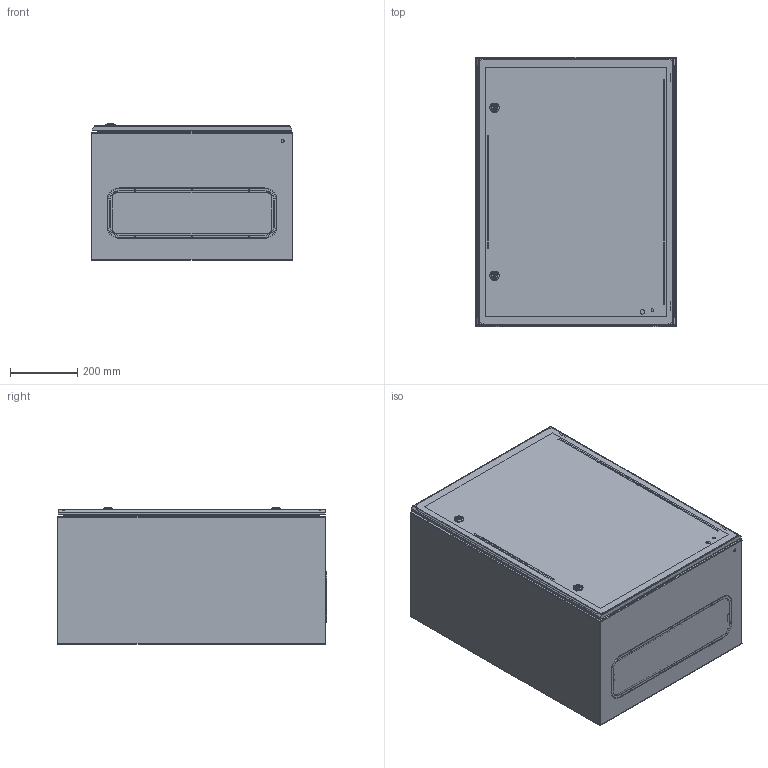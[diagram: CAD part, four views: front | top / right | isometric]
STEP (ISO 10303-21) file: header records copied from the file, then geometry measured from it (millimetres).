
FILE_DESCRIPTION (( 'STEP AP203' ), '1' );
FILE_NAME ('RH_684.STEP', '2019-05-24T09:59:40', ( '' ), ( '' ), 'SwSTEP 2.0', 'SolidWorks 2012', '' );
FILE_SCHEMA (( 'CONFIG_CONTROL_DESIGN' ));
Length unit declared in the file: millimetre
Products named in the file (16): RH_Korpus_uproszczony_RH 684 Korpus; RH_GR1-Flange322; RH_GR1-UszczelkaRH_68; RH_GR1-Flange230; RH_GR1-RHdrzwibl_68; RH_GR1-ZAMEK IP 65; RH_GR1-RH_zawias_drzwi; FH-M8-40-STCu; RH__RHSS_GR1_PM_68; RH_684; FH-M8-20-STCu; RH_GR1-Uziemienie; RH_GR1-RHdrzwi_68; RH-Dekiel_Dekiel505x150; Zawias_skrzynki_RH; RH_GR1-PT-M6-15-StCu
Assembly tree (25 placements, depth 3):
  RH_684
    RH_Korpus_uproszczony_RH 684 Korpus
    FH-M8-40-STCu  x4
    RH__RHSS_GR1_PM_68
    RH_GR1-RHdrzwi_68
      RH_GR1-RHdrzwibl_68
      RH_GR1-ZAMEK IP 65  x2
      RH_GR1-RH_zawias_drzwi  x2
      RH_GR1-UszczelkaRH_68
      RH_GR1-Flange230
      RH_GR1-Flange322  x4
      RH_GR1-PT-M6-15-StCu
      RH_GR1-Uziemienie
    RH-Dekiel_Dekiel505x150
    Zawias_skrzynki_RH  x2
    FH-M8-20-STCu  x2
Bounding box: 600 x 802.7 x 405.83 mm (x, y, z)
Volume: 3906830.1 mm3; surface area: 5458151.3 mm2
Topology: 34 solids, 34 shells, 1544 faces, 4146 edges, 2662 vertices
Faces by surface type: plane 606, cylinder 490, bspline 258, cone 134, torus 40, sphere 16
Entity records: 37270 total; most frequent: CARTESIAN_POINT 13450, ORIENTED_EDGE 4806, DIRECTION 4317, EDGE_CURVE 2403, AXIS2_PLACEMENT_3D 1608, VERTEX_POINT 1547, LINE 1101, VECTOR 1101
